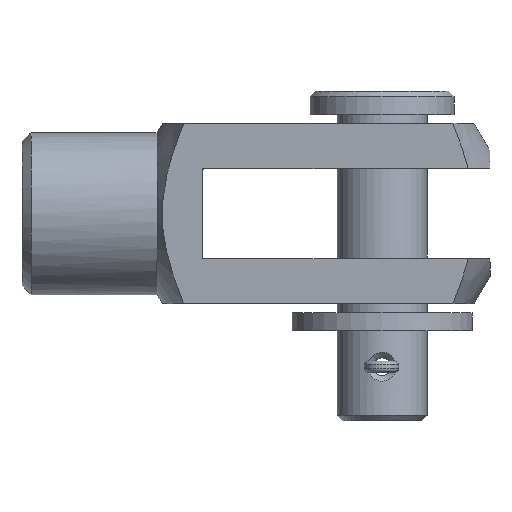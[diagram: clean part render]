
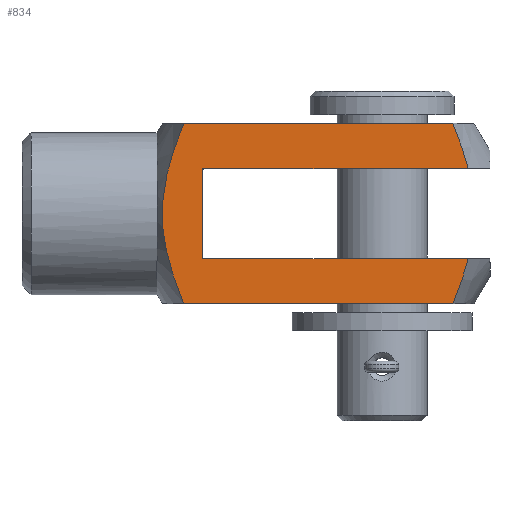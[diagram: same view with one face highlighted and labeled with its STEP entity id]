
A CAD part, top view. The second image highlights one B-rep face of the part: STEP entity #834.
In plain terms, the highlighted planar face has unit normal (0, 0, 1).
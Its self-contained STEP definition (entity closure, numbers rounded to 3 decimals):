
#53=ELLIPSE('',#908,0.1,0.1);
#54=ELLIPSE('',#909,0.1,0.1);
#169=FACE_OUTER_BOUND('',#233,.T.);
#233=EDGE_LOOP('',(#599,#600,#601,#602,#603,#604,#605,#606,#607,#608));
#314=LINE('',#1296,#344);
#318=LINE('',#1328,#348);
#319=LINE('',#1338,#349);
#320=LINE('',#1347,#350);
#321=LINE('',#1351,#351);
#344=VECTOR('',#1020,14.954);
#348=VECTOR('',#1040,14.693);
#349=VECTOR('',#1047,14.946);
#350=VECTOR('',#1048,14.693);
#351=VECTOR('',#1051,4.8);
#378=(
BOUNDED_CURVE()
B_SPLINE_CURVE(2,(#1334,#1335,#1336),.UNSPECIFIED.,.F.,.F.)
B_SPLINE_CURVE_WITH_KNOTS((3,3),(11704.637,15279.62),
 .UNSPECIFIED.)
CURVE()
GEOMETRIC_REPRESENTATION_ITEM()
RATIONAL_B_SPLINE_CURVE((14341.938,15626.175,16357.052))
REPRESENTATION_ITEM('')
);
#379=(
BOUNDED_CURVE()
B_SPLINE_CURVE(2,(#1339,#1340,#1341),.UNSPECIFIED.,.F.,.F.)
B_SPLINE_CURVE_WITH_KNOTS((3,3),(2.099,5.92),
 .UNSPECIFIED.)
CURVE()
GEOMETRIC_REPRESENTATION_ITEM()
RATIONAL_B_SPLINE_CURVE((3.41,4.826,3.412))
REPRESENTATION_ITEM('')
);
#380=(
BOUNDED_CURVE()
B_SPLINE_CURVE(2,(#1343,#1344,#1345),.UNSPECIFIED.,.F.,.F.)
B_SPLINE_CURVE_WITH_KNOTS((3,3),(0.597,0.971),
 .UNSPECIFIED.)
CURVE()
GEOMETRIC_REPRESENTATION_ITEM()
RATIONAL_B_SPLINE_CURVE((1.615,1.759,1.841))
REPRESENTATION_ITEM('')
);
#389=VERTEX_POINT('',#1291);
#390=VERTEX_POINT('',#1295);
#400=VERTEX_POINT('',#1323);
#401=VERTEX_POINT('',#1327);
#403=VERTEX_POINT('',#1333);
#404=VERTEX_POINT('',#1337);
#405=VERTEX_POINT('',#1342);
#406=VERTEX_POINT('',#1346);
#407=VERTEX_POINT('',#1348);
#408=VERTEX_POINT('',#1350);
#468=EDGE_CURVE('',#390,#389,#314,.T.);
#480=EDGE_CURVE('',#401,#400,#318,.T.);
#483=EDGE_CURVE('',#403,#400,#378,.T.);
#484=EDGE_CURVE('',#403,#404,#319,.T.);
#485=EDGE_CURVE('',#390,#404,#379,.F.);
#486=EDGE_CURVE('',#389,#405,#380,.T.);
#487=EDGE_CURVE('',#405,#406,#320,.T.);
#488=EDGE_CURVE('',#407,#406,#53,.T.);
#489=EDGE_CURVE('',#407,#408,#321,.T.);
#490=EDGE_CURVE('',#401,#408,#54,.T.);
#599=ORIENTED_EDGE('',*,*,#483,.F.);
#600=ORIENTED_EDGE('',*,*,#484,.T.);
#601=ORIENTED_EDGE('',*,*,#485,.F.);
#602=ORIENTED_EDGE('',*,*,#468,.T.);
#603=ORIENTED_EDGE('',*,*,#486,.T.);
#604=ORIENTED_EDGE('',*,*,#487,.T.);
#605=ORIENTED_EDGE('',*,*,#488,.F.);
#606=ORIENTED_EDGE('',*,*,#489,.T.);
#607=ORIENTED_EDGE('',*,*,#490,.F.);
#608=ORIENTED_EDGE('',*,*,#480,.T.);
#815=PLANE('',#907);
#834=ADVANCED_FACE('',(#169),#815,.T.);
#907=AXIS2_PLACEMENT_3D('',#1332,#1045,#1046);
#908=AXIS2_PLACEMENT_3D('',#1349,#1049,#1050);
#909=AXIS2_PLACEMENT_3D('',#1352,#1052,#1053);
#1020=DIRECTION('',(1.,0.,0.));
#1040=DIRECTION('',(1.,0.,0.));
#1045=DIRECTION('center_axis',(0.,0.,1.));
#1046=DIRECTION('ref_axis',(0.,1.,0.));
#1047=DIRECTION('',(-1.,0.,0.));
#1048=DIRECTION('',(-1.,0.,0.));
#1049=DIRECTION('center_axis',(0.,0.,
1.));
#1050=DIRECTION('ref_axis',(-1.,-0.001,0.));
#1051=DIRECTION('',(0.,1.,0.));
#1052=DIRECTION('center_axis',(0.,0.,
1.));
#1053=DIRECTION('ref_axis',(-1.,0.001,0.));
#1291=CARTESIAN_POINT('',(23.938,-5.,5.));
#1295=CARTESIAN_POINT('',(8.984,-5.,5.));
#1296=CARTESIAN_POINT('',(8.984,-5.,5.));
#1323=CARTESIAN_POINT('',(24.793,2.5,5.));
#1327=CARTESIAN_POINT('',(10.1,2.5,5.));
#1328=CARTESIAN_POINT('',(10.1,2.5,5.));
#1332=CARTESIAN_POINT('Origin',(26.,0.,5.));
#1333=CARTESIAN_POINT('',(23.934,5.01,5.));
#1334=CARTESIAN_POINT('Ctrl Pts',(23.934,5.01,5.));
#1335=CARTESIAN_POINT('Ctrl Pts',(24.507,3.608,5.));
#1336=CARTESIAN_POINT('Ctrl Pts',(24.793,2.5,5.));
#1337=CARTESIAN_POINT('',(8.988,5.01,5.));
#1338=CARTESIAN_POINT('',(23.934,5.01,5.));
#1339=CARTESIAN_POINT('Ctrl Pts',(8.988,5.01,5.));
#1340=CARTESIAN_POINT('Ctrl Pts',(6.942,0.002,
5.));
#1341=CARTESIAN_POINT('Ctrl Pts',(8.984,-5.,5.));
#1342=CARTESIAN_POINT('',(24.793,-2.5,5.));
#1343=CARTESIAN_POINT('Ctrl Pts',(23.938,-5.,5.));
#1344=CARTESIAN_POINT('Ctrl Pts',(24.508,-3.604,5.));
#1345=CARTESIAN_POINT('Ctrl Pts',(24.793,-2.5,5.));
#1346=CARTESIAN_POINT('',(10.1,-2.5,5.));
#1347=CARTESIAN_POINT('',(24.793,-2.5,5.));
#1348=CARTESIAN_POINT('',(10.,-2.4,5.));
#1349=CARTESIAN_POINT('Origin',(10.1,-2.4,5.));
#1350=CARTESIAN_POINT('',(10.,2.4,5.));
#1351=CARTESIAN_POINT('',(10.,-2.4,5.));
#1352=CARTESIAN_POINT('Origin',(10.1,2.4,5.));
